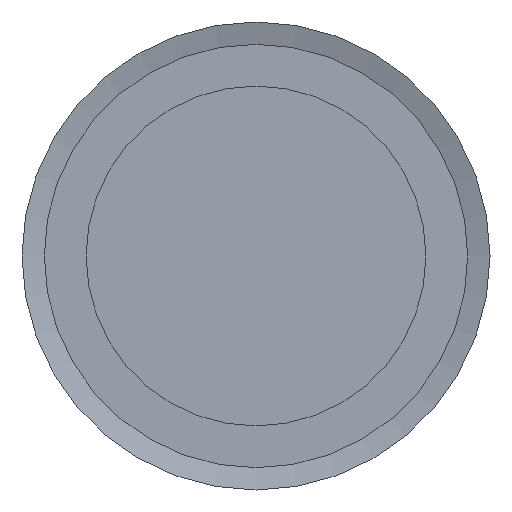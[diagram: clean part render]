
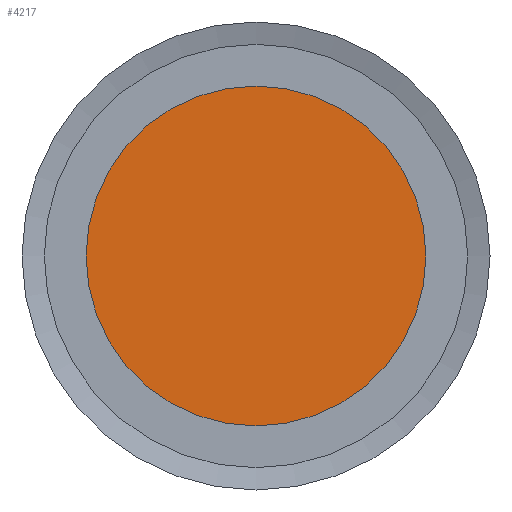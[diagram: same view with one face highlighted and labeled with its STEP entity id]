
A CAD part, left-side view. The second image highlights one B-rep face of the part: STEP entity #4217.
In plain terms, the highlighted planar face has unit normal (-1, 0, 0).
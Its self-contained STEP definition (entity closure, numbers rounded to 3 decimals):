
#1302=VERTEX_POINT('',#7307);
#1606=CIRCLE('',#4733,15.25);
#2230=EDGE_CURVE('',#1302,#1302,#1606,.T.);
#3253=ORIENTED_EDGE('',*,*,#2230,.F.);
#3763=EDGE_LOOP('',(#3253));
#3991=FACE_BOUND('',#3763,.T.);
#4217=ADVANCED_FACE('',(#3991),#7413,.F.);
#4732=AXIS2_PLACEMENT_3D('',#7305,#6006,$);
#4733=AXIS2_PLACEMENT_3D('',#7306,#6007,#6008);
#6006=DIRECTION('',(1.,0.,0.));
#6007=DIRECTION('',(1.,0.,0.));
#6008=DIRECTION('',(0.,0.,-15.25));
#7305=CARTESIAN_POINT('',(0.,0.,0.));
#7306=CARTESIAN_POINT('',(0.,0.,0.));
#7307=CARTESIAN_POINT('',(0.,0.,-15.25));
#7413=PLANE('',#4732);
